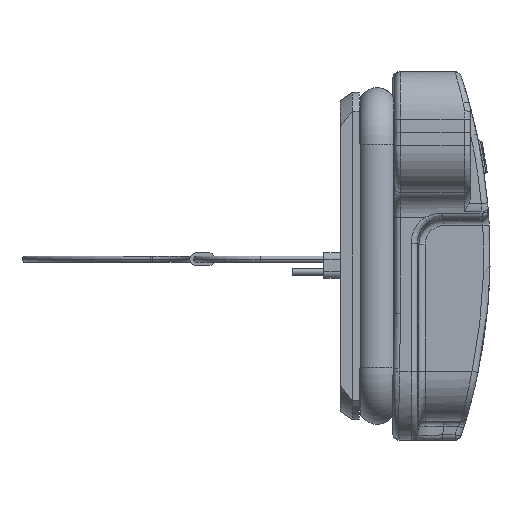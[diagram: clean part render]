
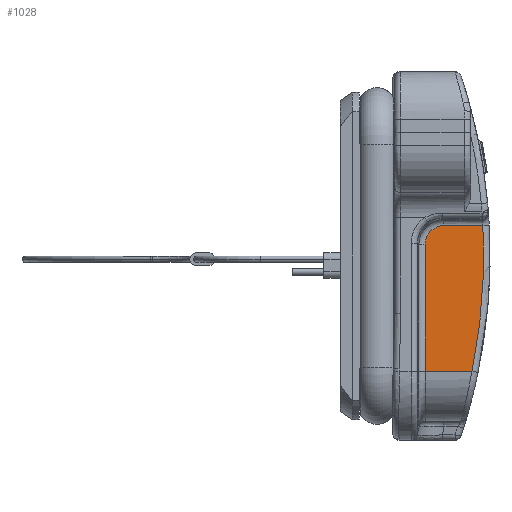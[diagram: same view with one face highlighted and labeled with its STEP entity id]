
A CAD part, left-side view. The second image highlights one B-rep face of the part: STEP entity #1028.
In plain terms, the highlighted planar face has unit normal (-1, 0, -0.018).
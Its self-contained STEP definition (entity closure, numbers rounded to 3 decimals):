
#233=CIRCLE('',#9204,89.027);
#716=PLANE('',#9206);
#1028=ADVANCED_FACE('',(#1751),#716,.F.);
#1751=FACE_OUTER_BOUND('',#2299,.T.);
#2299=EDGE_LOOP('',(#4378,#4379,#4380,#4381,#4382));
#2800=LINE('',#15200,#3200);
#2805=LINE('',#15574,#3205);
#3200=VECTOR('',#10508,1.);
#3205=VECTOR('',#10551,1.);
#4378=ORIENTED_EDGE('',*,*,#7517,.F.);
#4379=ORIENTED_EDGE('',*,*,#7476,.T.);
#4380=ORIENTED_EDGE('',*,*,#7473,.T.);
#4381=ORIENTED_EDGE('',*,*,#7510,.T.);
#4382=ORIENTED_EDGE('',*,*,#7516,.F.);
#6471=VERTEX_POINT('',#15195);
#6473=VERTEX_POINT('',#15201);
#6475=VERTEX_POINT('',#15218);
#6495=VERTEX_POINT('',#15483);
#6498=VERTEX_POINT('',#15571);
#7473=EDGE_CURVE('',#6473,#6471,#2800,.T.);
#7476=EDGE_CURVE('',#6475,#6473,#8529,.T.);
#7510=EDGE_CURVE('',#6471,#6495,#8553,.T.);
#7516=EDGE_CURVE('',#6498,#6495,#233,.T.);
#7517=EDGE_CURVE('',#6475,#6498,#2805,.T.);
#8529=B_SPLINE_CURVE_WITH_KNOTS('',3,(#15212,#15213,#15214,#15215,#15216,
#15217),.UNSPECIFIED.,.F.,.F.,(4,2,4),(0.,0.5,1.),.UNSPECIFIED.);
#8553=B_SPLINE_CURVE_WITH_KNOTS('',3,(#15479,#15480,#15481,#15482),
 .UNSPECIFIED.,.F.,.F.,(4,4),(0.,1.),.UNSPECIFIED.);
#9204=AXIS2_PLACEMENT_3D('',#15572,#10547,#10548);
#9206=AXIS2_PLACEMENT_3D('',#15575,#10552,#10553);
#10508=DIRECTION('',(0.017,0.,-1.));
#10547=DIRECTION('',(1.,0.,0.017));
#10548=DIRECTION('',(-0.001,-0.999,0.054));
#10551=DIRECTION('',(0.,-1.,0.));
#10552=DIRECTION('',(1.,0.,0.017));
#10553=DIRECTION('',(0.,1.,0.));
#15195=CARTESIAN_POINT('',(-74.783,15.153,-18.14));
#15200=CARTESIAN_POINT('',(-75.131,15.153,1.817));
#15201=CARTESIAN_POINT('',(-75.131,15.153,1.817));
#15212=CARTESIAN_POINT('',(-75.183,12.194,4.775));
#15213=CARTESIAN_POINT('',(-75.183,12.976,4.77));
#15214=CARTESIAN_POINT('',(-75.177,13.739,4.464));
#15215=CARTESIAN_POINT('',(-75.158,14.84,3.364));
#15216=CARTESIAN_POINT('',(-75.145,15.147,2.601));
#15217=CARTESIAN_POINT('',(-75.131,15.153,1.817));
#15218=CARTESIAN_POINT('',(-75.183,12.194,4.775));
#15479=CARTESIAN_POINT('',(-74.783,15.153,-18.14));
#15480=CARTESIAN_POINT('',(-74.783,12.697,-18.14));
#15481=CARTESIAN_POINT('',(-74.783,10.241,-18.14));
#15482=CARTESIAN_POINT('',(-74.783,7.785,-18.14));
#15483=CARTESIAN_POINT('',(-74.783,7.785,-18.14));
#15571=CARTESIAN_POINT('',(-75.183,6.049,4.775));
#15572=CARTESIAN_POINT('',(-75.099,94.947,-0.017));
#15574=CARTESIAN_POINT('',(-75.183,12.194,4.775));
#15575=CARTESIAN_POINT('',(-74.983,10.529,-6.682));
